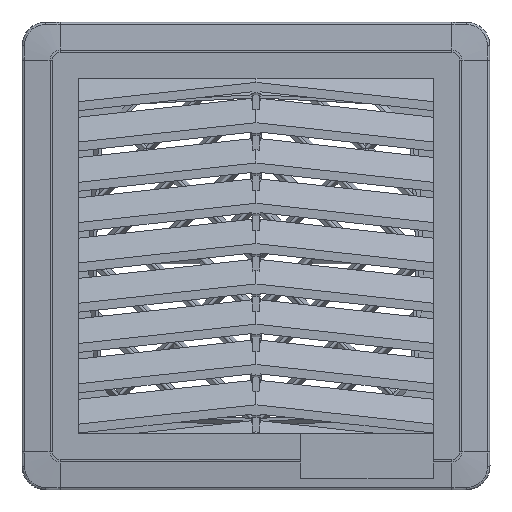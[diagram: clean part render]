
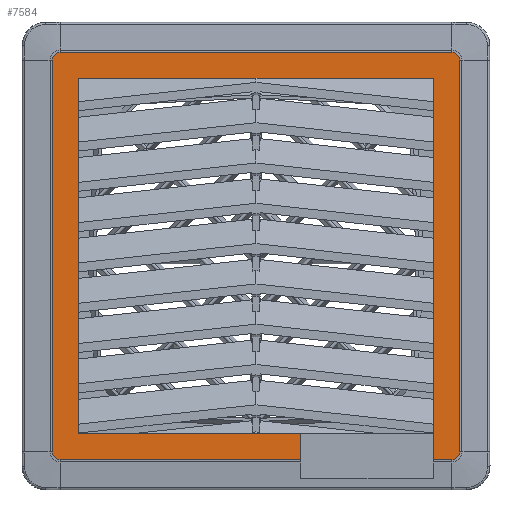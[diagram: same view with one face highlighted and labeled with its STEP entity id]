
A CAD part, front view. The second image highlights one B-rep face of the part: STEP entity #7584.
In plain terms, the highlighted planar face has unit normal (0, -1, 0).
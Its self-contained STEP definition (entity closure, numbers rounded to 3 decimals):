
#283=DIRECTION('',(1.,0.,0.));
#284=VECTOR('',#283,89.186);
#285=CARTESIAN_POINT('',(-44.593,-23.219,46.838));
#286=LINE('',#285,#284);
#314=DIRECTION('',(0.,0.,-1.));
#315=VECTOR('',#314,89.186);
#316=CARTESIAN_POINT('',(46.345,-23.219,45.087));
#317=LINE('',#316,#315);
#1053=DIRECTION('',(0.,0.,1.));
#1054=VECTOR('',#1053,89.186);
#1055=CARTESIAN_POINT('',(-46.345,-23.219,
-44.1));
#1056=LINE('',#1055,#1054);
#1067=DIRECTION('',(1.,0.,0.));
#1068=VECTOR('',#1067,80.719);
#1069=CARTESIAN_POINT('',(-40.359,-23.219,
40.904));
#1070=LINE('',#1069,#1068);
#1074=CARTESIAN_POINT('',(-44.593,-23.219,
-44.1));
#1075=DIRECTION('',(0.,-1.,0.));
#1076=DIRECTION('',(-1.,0.,0.));
#1077=AXIS2_PLACEMENT_3D('',#1074,#1075,#1076);
#1082=CARTESIAN_POINT('',(-44.593,-23.219,
45.087));
#1083=DIRECTION('',(0.,-1.,0.));
#1084=DIRECTION('',(0.,0.,1.));
#1085=AXIS2_PLACEMENT_3D('',#1082,#1083,#1084);
#1090=CARTESIAN_POINT('',(44.593,-23.219,45.087));
#1091=DIRECTION('',(0.,-1.,0.));
#1092=DIRECTION('',(1.,0.,0.));
#1093=AXIS2_PLACEMENT_3D('',#1090,#1091,#1092);
#1098=CARTESIAN_POINT('',(44.593,-23.219,
-44.1));
#1099=DIRECTION('',(0.,-1.,0.));
#1100=DIRECTION('',(0.,0.,-1.));
#1101=AXIS2_PLACEMENT_3D('',#1098,#1099,#1100);
#1181=DIRECTION('',(0.,0.,1.));
#1182=VECTOR('',#1181,86.756);
#1183=CARTESIAN_POINT('',(40.359,-23.219,
-45.851));
#1184=LINE('',#1183,#1182);
#1622=DIRECTION('',(0.,0.,-1.));
#1623=VECTOR('',#1622,80.822);
#1624=CARTESIAN_POINT('',(-40.359,-23.219,
40.904));
#1625=LINE('',#1624,#1623);
#2027=DIRECTION('',(0.,0.,-1.));
#2028=VECTOR('',#2027,5.934);
#2029=CARTESIAN_POINT('',(10.159,-23.219,
-39.917));
#2030=LINE('',#2029,#2028);
#2055=DIRECTION('',(-1.,0.,0.));
#2056=VECTOR('',#2055,54.752);
#2057=CARTESIAN_POINT('',(10.159,-23.219,
-45.851));
#2058=LINE('',#2057,#2056);
#2069=DIRECTION('',(-1.,0.,0.));
#2070=VECTOR('',#2069,4.234);
#2071=CARTESIAN_POINT('',(44.593,-23.219,
-45.851));
#2072=LINE('',#2071,#2070);
#2456=DIRECTION('',(1.,0.,0.));
#2457=VECTOR('',#2456,50.519);
#2458=CARTESIAN_POINT('',(-40.359,-23.219,
-39.917));
#2459=LINE('',#2458,#2457);
#5897=CARTESIAN_POINT('',(10.159,-23.219,
-39.917));
#5898=VERTEX_POINT('',#5897);
#5899=CARTESIAN_POINT('',(10.159,-23.219,
-45.851));
#5900=VERTEX_POINT('',#5899);
#6079=CARTESIAN_POINT('',(-46.345,-23.219,
-44.1));
#6081=VERTEX_POINT('',#6079);
#6084=CARTESIAN_POINT('',(-44.593,-23.219,
-45.851));
#6086=VERTEX_POINT('',#6084);
#6134=CARTESIAN_POINT('',(-46.345,-23.219,
45.087));
#6135=VERTEX_POINT('',#6134);
#6136=CARTESIAN_POINT('',(-44.593,-23.219,
46.838));
#6137=VERTEX_POINT('',#6136);
#6138=CARTESIAN_POINT('',(44.593,-23.219,46.838));
#6139=VERTEX_POINT('',#6138);
#6140=CARTESIAN_POINT('',(46.345,-23.219,45.087));
#6141=VERTEX_POINT('',#6140);
#6142=CARTESIAN_POINT('',(46.345,-23.219,
-44.1));
#6143=VERTEX_POINT('',#6142);
#6144=CARTESIAN_POINT('',(44.593,-23.219,
-45.851));
#6145=VERTEX_POINT('',#6144);
#6147=CARTESIAN_POINT('',(40.359,-23.219,
-45.851));
#6149=VERTEX_POINT('',#6147);
#6196=CARTESIAN_POINT('',(40.359,-23.219,40.904));
#6197=VERTEX_POINT('',#6196);
#6198=CARTESIAN_POINT('',(-40.359,-23.219,
40.904));
#6199=VERTEX_POINT('',#6198);
#6200=CARTESIAN_POINT('',(-40.359,-23.219,
-39.917));
#6201=VERTEX_POINT('',#6200);
#7555=CARTESIAN_POINT('',(-47.272,-23.219,
47.765));
#7556=DIRECTION('',(0.,-1.,0.));
#7557=DIRECTION('',(1.,0.,0.));
#7558=AXIS2_PLACEMENT_3D('',#7555,#7556,#7557);
#7559=PLANE('',#7558);
#7561=ORIENTED_EDGE('',*,*,#7560,.F.);
#7563=ORIENTED_EDGE('',*,*,#7562,.T.);
#7565=ORIENTED_EDGE('',*,*,#7564,.T.);
#7567=ORIENTED_EDGE('',*,*,#7566,.T.);
#7569=ORIENTED_EDGE('',*,*,#7568,.T.);
#7570=ORIENTED_EDGE('',*,*,#7534,.F.);
#7571=ORIENTED_EDGE('',*,*,#7546,.T.);
#7573=ORIENTED_EDGE('',*,*,#7572,.F.);
#7574=ORIENTED_EDGE('',*,*,#6811,.T.);
#7575=ORIENTED_EDGE('',*,*,#6838,.F.);
#7576=ORIENTED_EDGE('',*,*,#6851,.T.);
#7577=ORIENTED_EDGE('',*,*,#6880,.F.);
#7579=ORIENTED_EDGE('',*,*,#7578,.T.);
#7581=ORIENTED_EDGE('',*,*,#7580,.T.);
#7582=EDGE_LOOP('',(#7561,#7563,#7565,#7567,#7569,#7570,#7571,#7573,#7574,#7575,
#7576,#7577,#7579,#7581));
#7583=FACE_OUTER_BOUND('',#7582,.F.);
#7584=ADVANCED_FACE('',(#7583),#7559,.T.);
#1078=CIRCLE('',#1077,1.752);
#1086=CIRCLE('',#1085,1.752);
#1094=CIRCLE('',#1093,1.752);
#1102=CIRCLE('',#1101,1.752);
#6811=EDGE_CURVE('',#6137,#6139,#286,.T.);
#6838=EDGE_CURVE('',#6141,#6139,#1094,.T.);
#6851=EDGE_CURVE('',#6141,#6143,#317,.T.);
#6880=EDGE_CURVE('',#6145,#6143,#1102,.T.);
#7534=EDGE_CURVE('',#6081,#6086,#1078,.T.);
#7546=EDGE_CURVE('',#6081,#6135,#1056,.T.);
#7560=EDGE_CURVE('',#6199,#6197,#1070,.T.);
#7562=EDGE_CURVE('',#6199,#6201,#1625,.T.);
#7564=EDGE_CURVE('',#6201,#5898,#2459,.T.);
#7566=EDGE_CURVE('',#5898,#5900,#2030,.T.);
#7568=EDGE_CURVE('',#5900,#6086,#2058,.T.);
#7572=EDGE_CURVE('',#6137,#6135,#1086,.T.);
#7578=EDGE_CURVE('',#6145,#6149,#2072,.T.);
#7580=EDGE_CURVE('',#6149,#6197,#1184,.T.);
